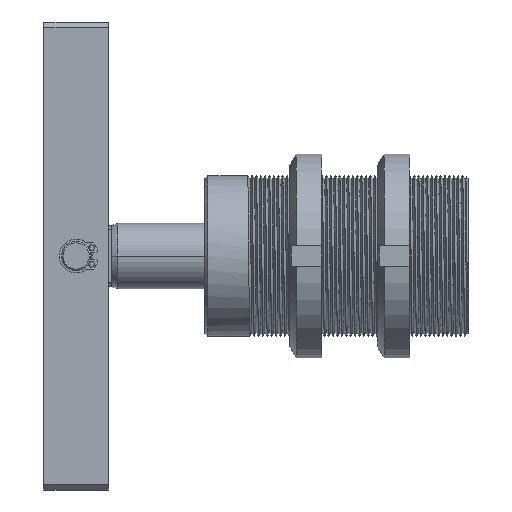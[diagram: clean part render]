
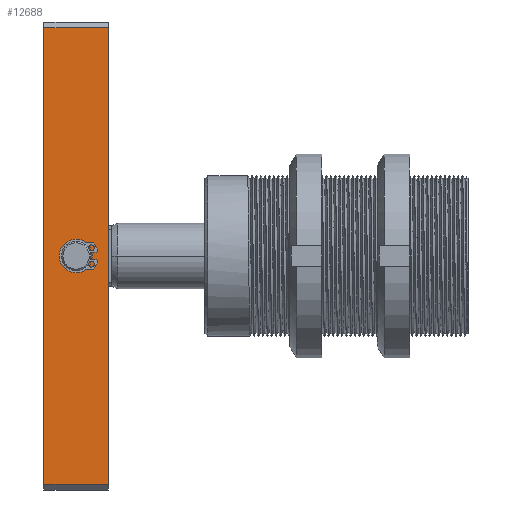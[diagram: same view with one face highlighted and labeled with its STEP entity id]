
A CAD part, left-side view. The second image highlights one B-rep face of the part: STEP entity #12688.
In plain terms, the highlighted face is planar.
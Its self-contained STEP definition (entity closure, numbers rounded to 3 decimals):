
#198 = CARTESIAN_POINT ( 'NONE',  ( 78., 11., -11. ) ) ;
#1599 = ORIENTED_EDGE ( 'NONE', *, *, #33646, .T. ) ;
#2631 = DIRECTION ( 'NONE',  ( 0., 0., -1. ) ) ;
#2732 = AXIS2_PLACEMENT_3D ( 'NONE', #56932, #2631, #47560 ) ;
#5311 = DIRECTION ( 'NONE',  ( 0., -1., 0. ) ) ;
#6290 = VERTEX_POINT ( 'NONE', #42760 ) ;
#7002 = CARTESIAN_POINT ( 'NONE',  ( -78., 0., -11. ) ) ;
#7887 = ORIENTED_EDGE ( 'NONE', *, *, #27801, .T. ) ;
#8086 = DIRECTION ( 'NONE',  ( -1., 0., 0. ) ) ;
#8487 = VERTEX_POINT ( 'NONE', #55269 ) ;
#9039 = ORIENTED_EDGE ( 'NONE', *, *, #46914, .T. ) ;
#9717 = DIRECTION ( 'NONE',  ( -1., 0., 0. ) ) ;
#10635 = LINE ( 'NONE', #37632, #40042 ) ;
#11622 = LINE ( 'NONE', #52209, #37876 ) ;
#12065 = LINE ( 'NONE', #19132, #18967 ) ;
#12688 = ADVANCED_FACE ( 'NONE', ( #44905, #31043 ), #22962, .T. ) ;
#13022 = VECTOR ( 'NONE', #49466, 1000. ) ;
#13344 = AXIS2_PLACEMENT_3D ( 'NONE', #18232, #32545, #52832 ) ;
#13682 = DIRECTION ( 'NONE',  ( 0., 0., 1. ) ) ;
#15125 = EDGE_CURVE ( 'NONE', #6290, #8487, #11622, .T. ) ;
#17294 = EDGE_LOOP ( 'NONE', ( #9039, #7887 ) ) ;
#18232 = CARTESIAN_POINT ( 'NONE',  ( 0., 11., -11. ) ) ;
#18967 = VECTOR ( 'NONE', #5311, 1000. ) ;
#19132 = CARTESIAN_POINT ( 'NONE',  ( -78., 11., -11. ) ) ;
#19336 = ORIENTED_EDGE ( 'NONE', *, *, #29396, .F. ) ;
#22962 = PLANE ( 'NONE',  #2732 ) ;
#27010 = CIRCLE ( 'NONE', #63549, 5.5 ) ;
#27801 = EDGE_CURVE ( 'NONE', #36502, #50711, #27010, .T. ) ;
#29109 = ORIENTED_EDGE ( 'NONE', *, *, #62418, .F. ) ;
#29396 = EDGE_CURVE ( 'NONE', #40984, #6290, #30864, .T. ) ;
#30864 = LINE ( 'NONE', #198, #13022 ) ;
#31043 = FACE_OUTER_BOUND ( 'NONE', #45127, .T. ) ;
#32545 = DIRECTION ( 'NONE',  ( 0., 0., 1. ) ) ;
#33646 = EDGE_CURVE ( 'NONE', #40984, #50523, #10635, .T. ) ;
#36502 = VERTEX_POINT ( 'NONE', #42129 ) ;
#37632 = CARTESIAN_POINT ( 'NONE',  ( 0., 0., -11. ) ) ;
#37864 = CARTESIAN_POINT ( 'NONE',  ( -5.5, 11., -11. ) ) ;
#37876 = VECTOR ( 'NONE', #8086, 1000. ) ;
#38431 = ORIENTED_EDGE ( 'NONE', *, *, #15125, .F. ) ;
#40042 = VECTOR ( 'NONE', #9717, 1000. ) ;
#40984 = VERTEX_POINT ( 'NONE', #43378 ) ;
#42129 = CARTESIAN_POINT ( 'NONE',  ( 5.5, 11., -11. ) ) ;
#42760 = CARTESIAN_POINT ( 'NONE',  ( 78., 22., -11. ) ) ;
#43378 = CARTESIAN_POINT ( 'NONE',  ( 78., 0., -11. ) ) ;
#44905 = FACE_BOUND ( 'NONE', #17294, .T. ) ;
#45127 = EDGE_LOOP ( 'NONE', ( #19336, #1599, #29109, #38431 ) ) ;
#46914 = EDGE_CURVE ( 'NONE', #50711, #36502, #63409, .T. ) ;
#47560 = DIRECTION ( 'NONE',  ( -1., 0., 0. ) ) ;
#49466 = DIRECTION ( 'NONE',  ( 0., 1., 0. ) ) ;
#50523 = VERTEX_POINT ( 'NONE', #7002 ) ;
#50711 = VERTEX_POINT ( 'NONE', #37864 ) ;
#52209 = CARTESIAN_POINT ( 'NONE',  ( 0., 22., -11. ) ) ;
#52832 = DIRECTION ( 'NONE',  ( -1., 0., 0. ) ) ;
#53669 = DIRECTION ( 'NONE',  ( -1., 0., 0. ) ) ;
#55269 = CARTESIAN_POINT ( 'NONE',  ( -78., 22., -11. ) ) ;
#56932 = CARTESIAN_POINT ( 'NONE',  ( 78., 0., -11. ) ) ;
#62418 = EDGE_CURVE ( 'NONE', #8487, #50523, #12065, .T. ) ;
#63409 = CIRCLE ( 'NONE', #13344, 5.5 ) ;
#63418 = CARTESIAN_POINT ( 'NONE',  ( 0., 11., -11. ) ) ;
#63549 = AXIS2_PLACEMENT_3D ( 'NONE', #63418, #13682, #53669 ) ;
